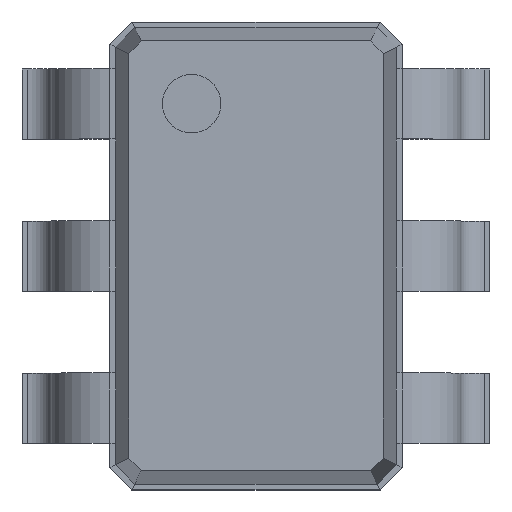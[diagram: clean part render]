
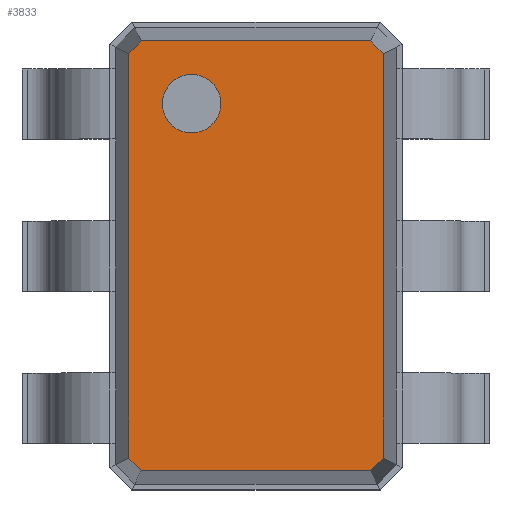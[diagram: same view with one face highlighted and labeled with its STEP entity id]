
A CAD part, top view. The second image highlights one B-rep face of the part: STEP entity #3833.
In plain terms, the highlighted planar face has unit normal (0, 0, 1).
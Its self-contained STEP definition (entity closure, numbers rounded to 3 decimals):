
#106 = EDGE_CURVE ( 'NONE', #4082, #3681, #1019, .T. ) ;
#207 = VERTEX_POINT ( 'NONE', #1114 ) ;
#251 = EDGE_CURVE ( 'NONE', #3619, #3282, #2191, .T. ) ;
#291 = FACE_OUTER_BOUND ( 'NONE', #2505, .T. ) ;
#352 = CARTESIAN_POINT ( 'NONE',  ( 0.489, -0.919, 1.05 ) ) ;
#461 = ORIENTED_EDGE ( 'NONE', *, *, #2492, .F. ) ;
#466 = DIRECTION ( 'NONE',  ( -0.707, -0.707, 0. ) ) ;
#498 = VECTOR ( 'NONE', #684, 1000. ) ;
#513 = ORIENTED_EDGE ( 'NONE', *, *, #2771, .F. ) ;
#575 = CARTESIAN_POINT ( 'NONE',  ( 0.489, 0.919, 1.05 ) ) ;
#646 = CARTESIAN_POINT ( 'NONE',  ( -0.544, 0.864, 1.05 ) ) ;
#666 = CARTESIAN_POINT ( 'NONE',  ( -0.15, 0.65, 1.05 ) ) ;
#684 = DIRECTION ( 'NONE',  ( -1., 0., 0. ) ) ;
#715 = CARTESIAN_POINT ( 'NONE',  ( -0.489, -0.919, 1.05 ) ) ;
#719 = VERTEX_POINT ( 'NONE', #2983 ) ;
#730 = CARTESIAN_POINT ( 'NONE',  ( 0.544, 0.864, 1.05 ) ) ;
#771 = CARTESIAN_POINT ( 'NONE',  ( -0.275, 0.65, 1.05 ) ) ;
#794 = DIRECTION ( 'NONE',  ( 1., 0., 0. ) ) ;
#826 = VECTOR ( 'NONE', #3763, 1000. ) ;
#842 = CARTESIAN_POINT ( 'NONE',  ( 0.489, -0.919, 1.05 ) ) ;
#879 = VECTOR ( 'NONE', #2996, 1000. ) ;
#885 = EDGE_CURVE ( 'NONE', #1566, #719, #3705, .T. ) ;
#1019 = LINE ( 'NONE', #3082, #826 ) ;
#1096 = DIRECTION ( 'NONE',  ( 1., 0., 0. ) ) ;
#1114 = CARTESIAN_POINT ( 'NONE',  ( 0.544, -0.864, 1.05 ) ) ;
#1117 = CARTESIAN_POINT ( 'NONE',  ( -0.275, 0.65, 1.05 ) ) ;
#1139 = ORIENTED_EDGE ( 'NONE', *, *, #885, .F. ) ;
#1163 = CARTESIAN_POINT ( 'NONE',  ( -0.4, 0.65, 1.05 ) ) ;
#1168 = ORIENTED_EDGE ( 'NONE', *, *, #3281, .F. ) ;
#1246 = CARTESIAN_POINT ( 'NONE',  ( -0.489, 0.919, 1.05 ) ) ;
#1467 = ORIENTED_EDGE ( 'NONE', *, *, #3005, .F. ) ;
#1524 = VECTOR ( 'NONE', #4187, 1000. ) ;
#1566 = VERTEX_POINT ( 'NONE', #3355 ) ;
#1571 = CARTESIAN_POINT ( 'NONE',  ( 0.544, 0.864, 1.05 ) ) ;
#1623 = VECTOR ( 'NONE', #1692, 1000. ) ;
#1692 = DIRECTION ( 'NONE',  ( 0., 1., 0. ) ) ;
#1779 = AXIS2_PLACEMENT_3D ( 'NONE', #1788, #4067, #2111 ) ;
#1788 = CARTESIAN_POINT ( 'NONE',  ( -0.489, 0.919, 1.05 ) ) ;
#1828 = CARTESIAN_POINT ( 'NONE',  ( 0.489, 0.919, 1.05 ) ) ;
#1900 = FACE_BOUND ( 'NONE', #2723, .T. ) ;
#2111 = DIRECTION ( 'NONE',  ( 1., 0., 0. ) ) ;
#2191 = CIRCLE ( 'NONE', #3641, 0.125 ) ;
#2213 = LINE ( 'NONE', #352, #498 ) ;
#2367 = CIRCLE ( 'NONE', #3336, 0.125 ) ;
#2386 = ORIENTED_EDGE ( 'NONE', *, *, #3467, .F. ) ;
#2395 = LINE ( 'NONE', #646, #1524 ) ;
#2408 = CARTESIAN_POINT ( 'NONE',  ( 0.544, -0.864, 1.05 ) ) ;
#2435 = PLANE ( 'NONE',  #1779 ) ;
#2471 = EDGE_CURVE ( 'NONE', #2867, #207, #2508, .T. ) ;
#2492 = EDGE_CURVE ( 'NONE', #719, #3615, #3268, .T. ) ;
#2505 = EDGE_LOOP ( 'NONE', ( #1467, #461, #1139, #1168, #513, #2872, #2807, #2719 ) ) ;
#2508 = LINE ( 'NONE', #730, #879 ) ;
#2515 = DIRECTION ( 'NONE',  ( 0.707, -0.707, 0. ) ) ;
#2719 = ORIENTED_EDGE ( 'NONE', *, *, #106, .F. ) ;
#2723 = EDGE_LOOP ( 'NONE', ( #2386, #3073 ) ) ;
#2771 = EDGE_CURVE ( 'NONE', #207, #3920, #2944, .T. ) ;
#2785 = CARTESIAN_POINT ( 'NONE',  ( -0.544, 0.864, 1.05 ) ) ;
#2807 = ORIENTED_EDGE ( 'NONE', *, *, #4032, .F. ) ;
#2867 = VERTEX_POINT ( 'NONE', #1571 ) ;
#2872 = ORIENTED_EDGE ( 'NONE', *, *, #2471, .F. ) ;
#2944 = LINE ( 'NONE', #2408, #3069 ) ;
#2983 = CARTESIAN_POINT ( 'NONE',  ( -0.544, -0.864, 1.05 ) ) ;
#2996 = DIRECTION ( 'NONE',  ( 0., -1., 0. ) ) ;
#3005 = EDGE_CURVE ( 'NONE', #3615, #4082, #2395, .T. ) ;
#3045 = DIRECTION ( 'NONE',  ( 0., 0., 1. ) ) ;
#3067 = DIRECTION ( 'NONE',  ( 0., 0., 1. ) ) ;
#3069 = VECTOR ( 'NONE', #466, 1000. ) ;
#3073 = ORIENTED_EDGE ( 'NONE', *, *, #251, .F. ) ;
#3082 = CARTESIAN_POINT ( 'NONE',  ( -0.489, 0.919, 1.05 ) ) ;
#3268 = LINE ( 'NONE', #3974, #1623 ) ;
#3281 = EDGE_CURVE ( 'NONE', #3920, #1566, #2213, .T. ) ;
#3282 = VERTEX_POINT ( 'NONE', #666 ) ;
#3336 = AXIS2_PLACEMENT_3D ( 'NONE', #771, #3045, #1096 ) ;
#3355 = CARTESIAN_POINT ( 'NONE',  ( -0.489, -0.919, 1.05 ) ) ;
#3388 = VECTOR ( 'NONE', #2515, 1000. ) ;
#3467 = EDGE_CURVE ( 'NONE', #3282, #3619, #2367, .T. ) ;
#3481 = LINE ( 'NONE', #575, #3388 ) ;
#3593 = VECTOR ( 'NONE', #3644, 1000. ) ;
#3615 = VERTEX_POINT ( 'NONE', #2785 ) ;
#3619 = VERTEX_POINT ( 'NONE', #1163 ) ;
#3641 = AXIS2_PLACEMENT_3D ( 'NONE', #1117, #3067, #794 ) ;
#3644 = DIRECTION ( 'NONE',  ( -0.707, 0.707, 0. ) ) ;
#3681 = VERTEX_POINT ( 'NONE', #1828 ) ;
#3705 = LINE ( 'NONE', #715, #3593 ) ;
#3763 = DIRECTION ( 'NONE',  ( 1., 0., 0. ) ) ;
#3833 = ADVANCED_FACE ( 'NONE', ( #1900, #291 ), #2435, .T. ) ;
#3920 = VERTEX_POINT ( 'NONE', #842 ) ;
#3974 = CARTESIAN_POINT ( 'NONE',  ( -0.544, -0.864, 1.05 ) ) ;
#4032 = EDGE_CURVE ( 'NONE', #3681, #2867, #3481, .T. ) ;
#4067 = DIRECTION ( 'NONE',  ( 0., 0., 1. ) ) ;
#4082 = VERTEX_POINT ( 'NONE', #1246 ) ;
#4187 = DIRECTION ( 'NONE',  ( 0.707, 0.707, 0. ) ) ;
